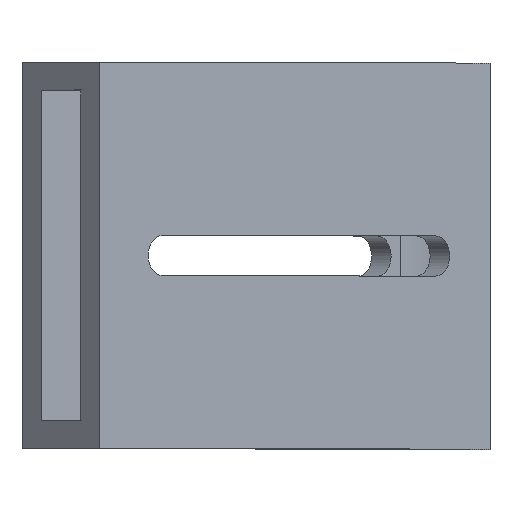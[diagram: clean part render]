
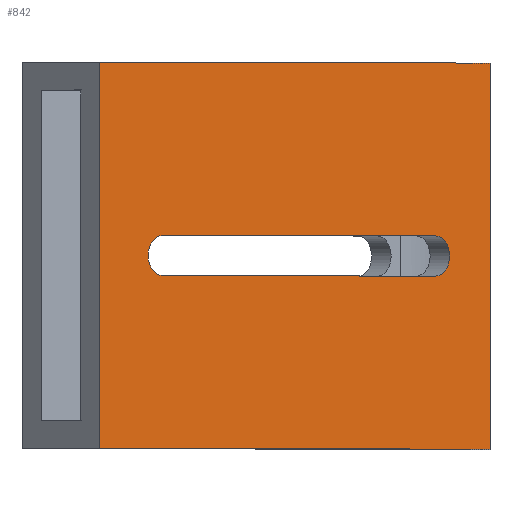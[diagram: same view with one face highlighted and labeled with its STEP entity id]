
A CAD part, top view. The second image highlights one B-rep face of the part: STEP entity #842.
In plain terms, the highlighted planar face has unit normal (0.707, 0, 0.707).
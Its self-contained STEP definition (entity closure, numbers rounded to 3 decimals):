
#29=FACE_BOUND('',#172,.T.);
#37=CIRCLE('',#863,1.825);
#41=CIRCLE('',#869,1.825);
#120=FACE_OUTER_BOUND('',#171,.T.);
#171=EDGE_LOOP('',(#753,#754,#755,#756));
#172=EDGE_LOOP('',(#757,#758,#759,#760));
#177=LINE('',#1180,#257);
#187=LINE('',#1211,#267);
#242=LINE('',#1421,#322);
#252=LINE('',#1440,#332);
#253=LINE('',#1442,#333);
#254=LINE('',#1443,#334);
#257=VECTOR('',#942,10.);
#267=VECTOR('',#974,10.);
#322=VECTOR('',#1147,10.);
#332=VECTOR('',#1163,10.);
#333=VECTOR('',#1166,10.);
#334=VECTOR('',#1167,10.);
#337=VERTEX_POINT('',#1177);
#338=VERTEX_POINT('',#1179);
#344=VERTEX_POINT('',#1194);
#348=VERTEX_POINT('',#1206);
#407=VERTEX_POINT('',#1418);
#408=VERTEX_POINT('',#1420);
#413=VERTEX_POINT('',#1436);
#414=VERTEX_POINT('',#1438);
#417=EDGE_CURVE('',#338,#337,#177,.T.);
#425=EDGE_CURVE('',#337,#344,#37,.T.);
#430=EDGE_CURVE('',#348,#338,#41,.T.);
#433=EDGE_CURVE('',#344,#348,#187,.T.);
#522=EDGE_CURVE('',#407,#408,#242,.T.);
#532=EDGE_CURVE('',#413,#414,#252,.T.);
#533=EDGE_CURVE('',#413,#407,#253,.T.);
#534=EDGE_CURVE('',#408,#414,#254,.T.);
#753=ORIENTED_EDGE('',*,*,#533,.F.);
#754=ORIENTED_EDGE('',*,*,#532,.T.);
#755=ORIENTED_EDGE('',*,*,#534,.F.);
#756=ORIENTED_EDGE('',*,*,#522,.F.);
#757=ORIENTED_EDGE('',*,*,#433,.T.);
#758=ORIENTED_EDGE('',*,*,#430,.T.);
#759=ORIENTED_EDGE('',*,*,#417,.T.);
#760=ORIENTED_EDGE('',*,*,#425,.T.);
#799=PLANE('',#933);
#842=ADVANCED_FACE('',(#120,#29),#799,.T.);
#863=AXIS2_PLACEMENT_3D('',#1196,#955,#956);
#869=AXIS2_PLACEMENT_3D('',#1207,#968,#969);
#933=AXIS2_PLACEMENT_3D('',#1441,#1164,#1165);
#942=DIRECTION('',(0.707,0.,-0.707));
#955=DIRECTION('center_axis',(-0.707,0.,-0.707));
#956=DIRECTION('ref_axis',(0.,1.,0.));
#968=DIRECTION('center_axis',(-0.707,0.,-0.707));
#969=DIRECTION('ref_axis',(0.,-1.,0.));
#974=DIRECTION('',(-0.707,0.,0.707));
#1147=DIRECTION('',(0.,1.,0.));
#1163=DIRECTION('',(0.,1.,0.));
#1164=DIRECTION('center_axis',(0.707,0.,0.707));
#1165=DIRECTION('ref_axis',(0.707,0.,-0.707));
#1166=DIRECTION('',(-0.707,0.,0.707));
#1167=DIRECTION('',(0.707,0.,-0.707));
#1177=CARTESIAN_POINT('',(-0.95,19.325,0.95));
#1179=CARTESIAN_POINT('',(-25.698,19.325,25.698));
#1180=CARTESIAN_POINT('',(-16.153,19.325,16.153));
#1194=CARTESIAN_POINT('',(-0.95,15.675,0.95));
#1196=CARTESIAN_POINT('Origin',(-0.95,17.5,0.95));
#1206=CARTESIAN_POINT('',(-25.698,15.675,25.698));
#1207=CARTESIAN_POINT('Origin',(-25.698,17.5,25.698));
#1211=CARTESIAN_POINT('',(-28.527,15.675,28.527));
#1418=CARTESIAN_POINT('',(-31.355,0.,31.355));
#1420=CARTESIAN_POINT('',(-31.355,35.,31.355));
#1421=CARTESIAN_POINT('',(-31.355,0.,31.355));
#1436=CARTESIAN_POINT('',(4.,0.,-4.));
#1438=CARTESIAN_POINT('',(4.,35.,-4.));
#1440=CARTESIAN_POINT('',(4.,0.,-4.));
#1441=CARTESIAN_POINT('Origin',(-31.355,0.,31.355));
#1442=CARTESIAN_POINT('',(0.,0.,0.));
#1443=CARTESIAN_POINT('',(0.,35.,0.));
